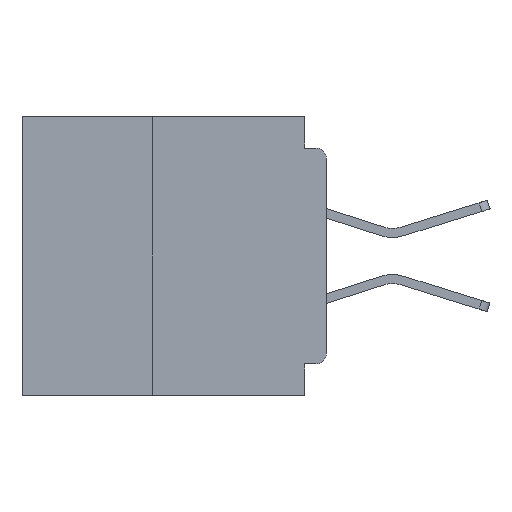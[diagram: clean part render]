
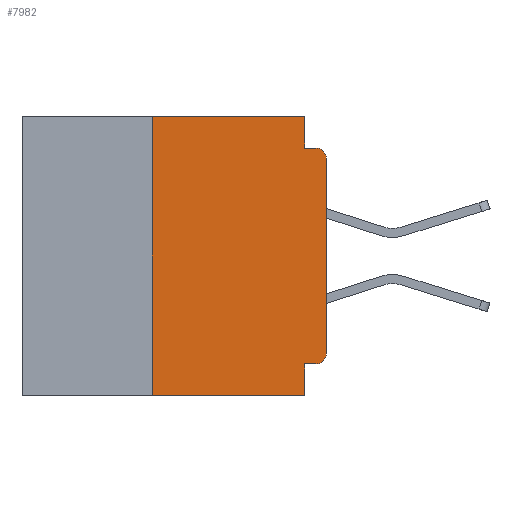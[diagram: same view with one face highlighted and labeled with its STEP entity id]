
A CAD part, left-side view. The second image highlights one B-rep face of the part: STEP entity #7982.
In plain terms, the highlighted planar face has unit normal (-1, 0, 0).
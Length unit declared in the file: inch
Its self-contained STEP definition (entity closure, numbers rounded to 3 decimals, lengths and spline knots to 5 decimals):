
#502 = CARTESIAN_POINT ( 'NONE',  ( 0., 0., -0.355 ) ) ;
#832 = VERTEX_POINT ( 'NONE', #14197 ) ;
#2480 = CARTESIAN_POINT ( 'NONE',  ( 0., 0., -0.06 ) ) ;
#3188 = VECTOR ( 'NONE', #5617, 39.37008 ) ;
#3386 = ORIENTED_EDGE ( 'NONE', *, *, #29093, .T. ) ;
#3748 = FACE_OUTER_BOUND ( 'NONE', #41420, .T. ) ;
#3846 = DIRECTION ( 'NONE',  ( 0., 1., 0. ) ) ;
#4021 = VECTOR ( 'NONE', #32368, 39.37008 ) ;
#4627 = VECTOR ( 'NONE', #39936, 39.37008 ) ;
#5617 = DIRECTION ( 'NONE',  ( 0., -1., 0. ) ) ;
#5730 = CARTESIAN_POINT ( 'NONE',  ( 0., 0.015, -0.06 ) ) ;
#5957 = VERTEX_POINT ( 'NONE', #2480 ) ;
#5988 = CARTESIAN_POINT ( 'NONE',  ( 0., 0.015, -0.045 ) ) ;
#6284 = CARTESIAN_POINT ( 'NONE',  ( 0., 0.015, -0.34 ) ) ;
#6291 = ORIENTED_EDGE ( 'NONE', *, *, #17577, .T. ) ;
#6782 = VECTOR ( 'NONE', #18232, 39.37008 ) ;
#6804 = LINE ( 'NONE', #36791, #14537 ) ;
#7982 = ADVANCED_FACE ( 'NONE', ( #3748 ), #37093, .F. ) ;
#8727 = EDGE_CURVE ( 'NONE', #14425, #17510, #11946, .T. ) ;
#8797 = ORIENTED_EDGE ( 'NONE', *, *, #13024, .F. ) ;
#9035 = DIRECTION ( 'NONE',  ( 0., 0., -1. ) ) ;
#9551 = CIRCLE ( 'NONE', #10265, 0.015 ) ;
#9603 = DIRECTION ( 'NONE',  ( 0., 0., -1. ) ) ;
#10242 = ORIENTED_EDGE ( 'NONE', *, *, #8727, .F. ) ;
#10265 = AXIS2_PLACEMENT_3D ( 'NONE', #6284, #29228, #9603 ) ;
#11137 = CARTESIAN_POINT ( 'NONE',  ( 0., 0.031, -0.355 ) ) ;
#11946 = LINE ( 'NONE', #38175, #3188 ) ;
#12231 = CARTESIAN_POINT ( 'NONE',  ( 0., 0.25, 0. ) ) ;
#12348 = CARTESIAN_POINT ( 'NONE',  ( 0., 0.031, 0. ) ) ;
#12838 = CARTESIAN_POINT ( 'NONE',  ( 0., 0.437, -0.4 ) ) ;
#12908 = VERTEX_POINT ( 'NONE', #39473 ) ;
#13024 = EDGE_CURVE ( 'NONE', #12908, #14425, #6804, .T. ) ;
#13767 = VECTOR ( 'NONE', #17139, 39.37008 ) ;
#14197 = CARTESIAN_POINT ( 'NONE',  ( 0., 0.031, -0.045 ) ) ;
#14252 = VERTEX_POINT ( 'NONE', #34195 ) ;
#14425 = VERTEX_POINT ( 'NONE', #12231 ) ;
#14457 = DIRECTION ( 'NONE',  ( 0., 0., -1. ) ) ;
#14537 = VECTOR ( 'NONE', #36924, 39.37008 ) ;
#16612 = EDGE_CURVE ( 'NONE', #17510, #832, #22468, .T. ) ;
#16886 = ORIENTED_EDGE ( 'NONE', *, *, #16612, .F. ) ;
#17076 = VERTEX_POINT ( 'NONE', #29116 ) ;
#17139 = DIRECTION ( 'NONE',  ( 0., 0., -1. ) ) ;
#17207 = CARTESIAN_POINT ( 'NONE',  ( 0., 0., -0.045 ) ) ;
#17510 = VERTEX_POINT ( 'NONE', #12348 ) ;
#17577 = EDGE_CURVE ( 'NONE', #17076, #21966, #9551, .T. ) ;
#18232 = DIRECTION ( 'NONE',  ( 0., 0., -1. ) ) ;
#21966 = VERTEX_POINT ( 'NONE', #25003 ) ;
#22468 = LINE ( 'NONE', #36622, #13767 ) ;
#22560 = CARTESIAN_POINT ( 'NONE',  ( 0., 0., 0. ) ) ;
#25003 = CARTESIAN_POINT ( 'NONE',  ( 0., 0., -0.34 ) ) ;
#26063 = EDGE_CURVE ( 'NONE', #17076, #31787, #29168, .T. ) ;
#27459 = CARTESIAN_POINT ( 'NONE',  ( 0., 0.437, 0. ) ) ;
#28685 = DIRECTION ( 'NONE',  ( -1., 0., 0. ) ) ;
#28886 = CIRCLE ( 'NONE', #31923, 0.015 ) ;
#28905 = LINE ( 'NONE', #12838, #36472 ) ;
#29093 = EDGE_CURVE ( 'NONE', #5957, #40407, #28886, .T. ) ;
#29116 = CARTESIAN_POINT ( 'NONE',  ( 0., 0.015, -0.355 ) ) ;
#29168 = LINE ( 'NONE', #502, #35712 ) ;
#29228 = DIRECTION ( 'NONE',  ( -1., 0., 0. ) ) ;
#29451 = EDGE_CURVE ( 'NONE', #31787, #14252, #30843, .T. ) ;
#29749 = LINE ( 'NONE', #17207, #4627 ) ;
#30148 = LINE ( 'NONE', #22560, #4021 ) ;
#30843 = LINE ( 'NONE', #37688, #6782 ) ;
#31787 = VERTEX_POINT ( 'NONE', #11137 ) ;
#31923 = AXIS2_PLACEMENT_3D ( 'NONE', #5730, #28685, #9035 ) ;
#32143 = EDGE_CURVE ( 'NONE', #12908, #14252, #28905, .T. ) ;
#32368 = DIRECTION ( 'NONE',  ( 0., 0., 1. ) ) ;
#33571 = ORIENTED_EDGE ( 'NONE', *, *, #34525, .F. ) ;
#33973 = DIRECTION ( 'NONE',  ( 1., 0., 0. ) ) ;
#34195 = CARTESIAN_POINT ( 'NONE',  ( 0., 0.031, -0.4 ) ) ;
#34525 = EDGE_CURVE ( 'NONE', #832, #40407, #29749, .T. ) ;
#34907 = ORIENTED_EDGE ( 'NONE', *, *, #26063, .F. ) ;
#35637 = EDGE_CURVE ( 'NONE', #21966, #5957, #30148, .T. ) ;
#35712 = VECTOR ( 'NONE', #3846, 39.37008 ) ;
#36407 = ORIENTED_EDGE ( 'NONE', *, *, #29451, .F. ) ;
#36472 = VECTOR ( 'NONE', #38886, 39.37008 ) ;
#36622 = CARTESIAN_POINT ( 'NONE',  ( 0., 0.031, 0. ) ) ;
#36791 = CARTESIAN_POINT ( 'NONE',  ( 0., 0.25, -0.4 ) ) ;
#36924 = DIRECTION ( 'NONE',  ( 0., 0., 1. ) ) ;
#37093 = PLANE ( 'NONE',  #41636 ) ;
#37688 = CARTESIAN_POINT ( 'NONE',  ( 0., 0.031, -0.4 ) ) ;
#37903 = ORIENTED_EDGE ( 'NONE', *, *, #32143, .T. ) ;
#38175 = CARTESIAN_POINT ( 'NONE',  ( 0., 0.437, 0. ) ) ;
#38886 = DIRECTION ( 'NONE',  ( 0., -1., 0. ) ) ;
#39473 = CARTESIAN_POINT ( 'NONE',  ( 0., 0.25, -0.4 ) ) ;
#39547 = ORIENTED_EDGE ( 'NONE', *, *, #35637, .T. ) ;
#39936 = DIRECTION ( 'NONE',  ( 0., -1., 0. ) ) ;
#40407 = VERTEX_POINT ( 'NONE', #5988 ) ;
#41420 = EDGE_LOOP ( 'NONE', ( #39547, #3386, #33571, #16886, #10242, #8797, #37903, #36407, #34907, #6291 ) ) ;
#41636 = AXIS2_PLACEMENT_3D ( 'NONE', #27459, #33973, #14457 ) ;
